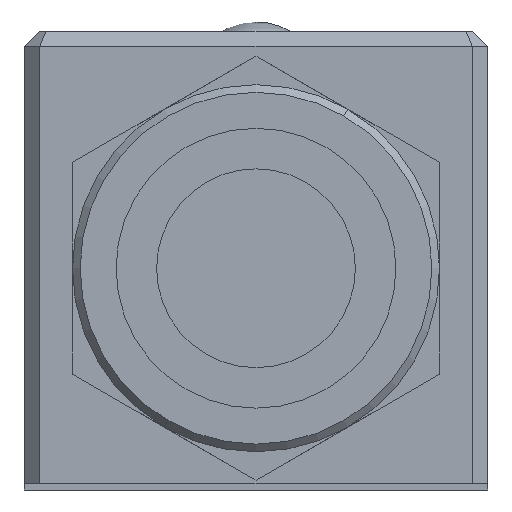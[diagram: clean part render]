
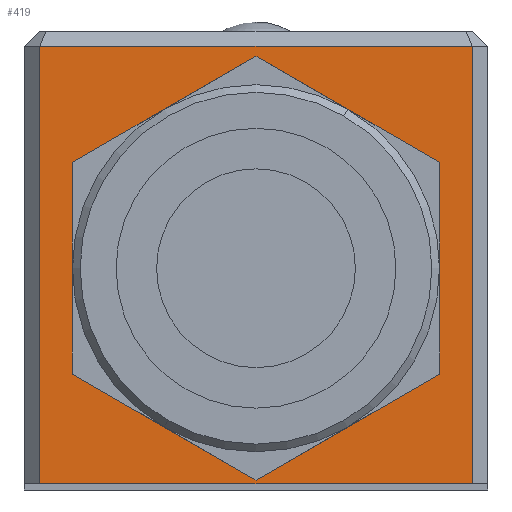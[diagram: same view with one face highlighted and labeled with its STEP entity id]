
A CAD part, front view. The second image highlights one B-rep face of the part: STEP entity #419.
In plain terms, the highlighted planar face has unit normal (0, -1, 0).
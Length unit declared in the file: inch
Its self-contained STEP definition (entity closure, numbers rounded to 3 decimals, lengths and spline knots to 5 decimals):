
#101 = EDGE_LOOP ( 'NONE', ( #6591, #5528 ) ) ;
#155 = ORIENTED_EDGE ( 'NONE', *, *, #6519, .F. ) ;
#235 = VERTEX_POINT ( 'NONE', #2324 ) ;
#270 = DIRECTION ( 'NONE',  ( 0., 0., 1. ) ) ;
#402 = CIRCLE ( 'NONE', #5612, 0.37402 ) ;
#419 = ADVANCED_FACE ( 'NONE', ( #3852, #743 ), #3834, .T. ) ;
#502 = EDGE_CURVE ( 'NONE', #2550, #5388, #2980, .T. ) ;
#510 = CARTESIAN_POINT ( 'NONE',  ( 1.15439, -2.1063, -0.6144 ) ) ;
#697 = DIRECTION ( 'NONE',  ( 1., 0., 0. ) ) ;
#703 = VERTEX_POINT ( 'NONE', #6258 ) ;
#743 = FACE_OUTER_BOUND ( 'NONE', #4451, .T. ) ;
#888 = ORIENTED_EDGE ( 'NONE', *, *, #3467, .T. ) ;
#1339 = EDGE_CURVE ( 'NONE', #5388, #2550, #402, .T. ) ;
#1815 = AXIS2_PLACEMENT_3D ( 'NONE', #4473, #4010, #2927 ) ;
#1913 = VECTOR ( 'NONE', #697, 39.37008 ) ;
#2051 = EDGE_CURVE ( 'NONE', #4775, #703, #3427, .T. ) ;
#2175 = CARTESIAN_POINT ( 'NONE',  ( 1.33746, -2.1063, -0.05928 ) ) ;
#2229 = CARTESIAN_POINT ( 'NONE',  ( 1.71148, -2.1063, -0.05928 ) ) ;
#2288 = ORIENTED_EDGE ( 'NONE', *, *, #6588, .F. ) ;
#2324 = CARTESIAN_POINT ( 'NONE',  ( 2.26857, -2.1063, 0.51159 ) ) ;
#2550 = VERTEX_POINT ( 'NONE', #2175 ) ;
#2927 = DIRECTION ( 'NONE',  ( 1., 0., 0. ) ) ;
#2963 = LINE ( 'NONE', #5068, #4146 ) ;
#2980 = CIRCLE ( 'NONE', #1815, 0.37402 ) ;
#3052 = DIRECTION ( 'NONE',  ( 0., 0., 1. ) ) ;
#3326 = DIRECTION ( 'NONE',  ( 1., 0., 0. ) ) ;
#3346 = DIRECTION ( 'NONE',  ( 0., 0., -1. ) ) ;
#3427 = LINE ( 'NONE', #5789, #1913 ) ;
#3443 = ORIENTED_EDGE ( 'NONE', *, *, #2051, .T. ) ;
#3467 = EDGE_CURVE ( 'NONE', #703, #235, #2963, .T. ) ;
#3790 = DIRECTION ( 'NONE',  ( 0., 1., 0. ) ) ;
#3834 = PLANE ( 'NONE',  #6234 ) ;
#3852 = FACE_BOUND ( 'NONE', #101, .T. ) ;
#3867 = LINE ( 'NONE', #6322, #5455 ) ;
#3896 = DIRECTION ( 'NONE',  ( 0., -1., 0. ) ) ;
#4010 = DIRECTION ( 'NONE',  ( 0., 1., 0. ) ) ;
#4146 = VECTOR ( 'NONE', #3052, 39.37008 ) ;
#4349 = LINE ( 'NONE', #5776, #5543 ) ;
#4451 = EDGE_LOOP ( 'NONE', ( #3443, #888, #2288, #155 ) ) ;
#4473 = CARTESIAN_POINT ( 'NONE',  ( 1.71148, -2.1063, -0.05928 ) ) ;
#4775 = VERTEX_POINT ( 'NONE', #510 ) ;
#5068 = CARTESIAN_POINT ( 'NONE',  ( 2.26857, -2.1063, -0.6144 ) ) ;
#5388 = VERTEX_POINT ( 'NONE', #5739 ) ;
#5399 = CARTESIAN_POINT ( 'NONE',  ( 2.26857, -2.1063, -0.63014 ) ) ;
#5407 = CARTESIAN_POINT ( 'NONE',  ( 1.15439, -2.1063, 0.51159 ) ) ;
#5455 = VECTOR ( 'NONE', #3326, 39.37008 ) ;
#5528 = ORIENTED_EDGE ( 'NONE', *, *, #502, .T. ) ;
#5543 = VECTOR ( 'NONE', #270, 39.37008 ) ;
#5612 = AXIS2_PLACEMENT_3D ( 'NONE', #2229, #3790, #6271 ) ;
#5739 = CARTESIAN_POINT ( 'NONE',  ( 2.08549, -2.1063, -0.05928 ) ) ;
#5776 = CARTESIAN_POINT ( 'NONE',  ( 1.15439, -2.1063, -0.6144 ) ) ;
#5789 = CARTESIAN_POINT ( 'NONE',  ( 1.15439, -2.1063, -0.6144 ) ) ;
#6057 = VERTEX_POINT ( 'NONE', #5407 ) ;
#6234 = AXIS2_PLACEMENT_3D ( 'NONE', #5399, #3896, #3346 ) ;
#6258 = CARTESIAN_POINT ( 'NONE',  ( 2.26857, -2.1063, -0.6144 ) ) ;
#6271 = DIRECTION ( 'NONE',  ( 1., 0., 0. ) ) ;
#6322 = CARTESIAN_POINT ( 'NONE',  ( 1.15439, -2.1063, 0.51159 ) ) ;
#6519 = EDGE_CURVE ( 'NONE', #4775, #6057, #4349, .T. ) ;
#6588 = EDGE_CURVE ( 'NONE', #6057, #235, #3867, .T. ) ;
#6591 = ORIENTED_EDGE ( 'NONE', *, *, #1339, .T. ) ;
